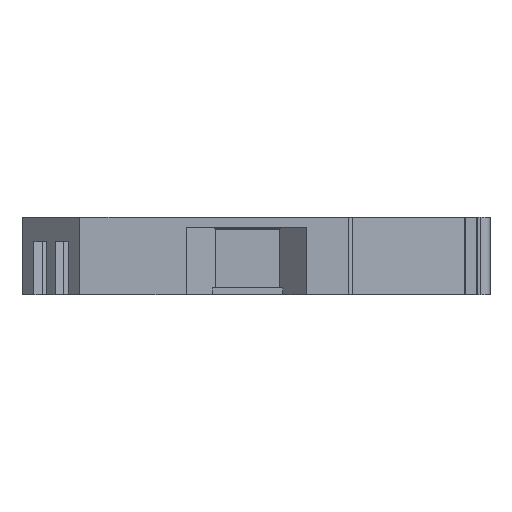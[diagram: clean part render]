
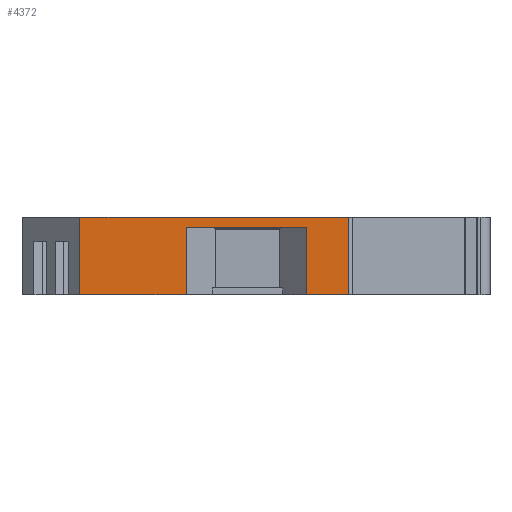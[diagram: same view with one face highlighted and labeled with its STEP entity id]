
A CAD part, left-side view. The second image highlights one B-rep face of the part: STEP entity #4372.
In plain terms, the highlighted planar face has unit normal (-1, 0, 0).
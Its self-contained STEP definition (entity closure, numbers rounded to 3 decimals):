
#192=DIRECTION('',(0.,1.,0.));
#193=VECTOR('',#192,11.);
#194=CARTESIAN_POINT('',(-33.,-17.,-8.));
#195=LINE('',#194,#193);
#208=DIRECTION('',(0.,1.,0.));
#209=VECTOR('',#208,4.373);
#210=CARTESIAN_POINT('',(-33.,-33.873,-8.));
#211=LINE('',#210,#209);
#1156=DIRECTION('',(0.,0.,1.));
#1157=VECTOR('',#1156,7.);
#1158=CARTESIAN_POINT('',(-33.,-29.5,-8.));
#1159=LINE('',#1158,#1157);
#1192=DIRECTION('',(0.,0.,1.));
#1193=VECTOR('',#1192,7.);
#1194=CARTESIAN_POINT('',(-33.,-17.,-8.));
#1195=LINE('',#1194,#1193);
#1200=DIRECTION('',(0.,0.,-1.));
#1201=VECTOR('',#1200,8.);
#1202=CARTESIAN_POINT('',(-33.,-6.,0.));
#1203=LINE('',#1202,#1201);
#1447=DIRECTION('',(0.,1.,0.));
#1448=VECTOR('',#1447,27.873);
#1449=CARTESIAN_POINT('',(-33.,-33.873,0.));
#1450=LINE('',#1449,#1448);
#1890=DIRECTION('',(0.,0.,-1.));
#1891=VECTOR('',#1890,8.);
#1892=CARTESIAN_POINT('',(-33.,-33.873,0.));
#1893=LINE('',#1892,#1891);
#2000=DIRECTION('',(0.,1.,0.));
#2001=VECTOR('',#2000,12.5);
#2002=CARTESIAN_POINT('',(-33.,-29.5,-1.));
#2003=LINE('',#2002,#2001);
#2412=CARTESIAN_POINT('',(-33.,-17.,-8.));
#2413=CARTESIAN_POINT('',(-33.,-6.,-8.));
#2414=VERTEX_POINT('',#2412);
#2415=VERTEX_POINT('',#2413);
#2506=CARTESIAN_POINT('',(-33.,-33.873,0.));
#2508=VERTEX_POINT('',#2506);
#2784=CARTESIAN_POINT('',(-33.,-33.873,-8.));
#2785=VERTEX_POINT('',#2784);
#2786=CARTESIAN_POINT('',(-33.,-29.5,-8.));
#2787=VERTEX_POINT('',#2786);
#2830=CARTESIAN_POINT('',(-33.,-17.,-1.));
#2832=VERTEX_POINT('',#2830);
#2836=CARTESIAN_POINT('',(-33.,-29.5,-1.));
#2837=VERTEX_POINT('',#2836);
#3146=CARTESIAN_POINT('',(-33.,-6.,0.));
#3148=VERTEX_POINT('',#3146);
#4353=CARTESIAN_POINT('',(-33.,-6.,-8.));
#4354=DIRECTION('',(-1.,0.,0.));
#4355=DIRECTION('',(0.,0.,1.));
#4356=AXIS2_PLACEMENT_3D('',#4353,#4354,#4355);
#4357=PLANE('',#4356);
#4359=ORIENTED_EDGE('',*,*,#4358,.F.);
#4361=ORIENTED_EDGE('',*,*,#4360,.F.);
#4363=ORIENTED_EDGE('',*,*,#4362,.T.);
#4364=ORIENTED_EDGE('',*,*,#3314,.T.);
#4365=ORIENTED_EDGE('',*,*,#4300,.T.);
#4367=ORIENTED_EDGE('',*,*,#4366,.T.);
#4368=ORIENTED_EDGE('',*,*,#4333,.F.);
#4369=ORIENTED_EDGE('',*,*,#3306,.T.);
#4370=EDGE_LOOP('',(#4359,#4361,#4363,#4364,#4365,#4367,#4368,#4369));
#4371=FACE_OUTER_BOUND('',#4370,.F.);
#3306=EDGE_CURVE('',#2414,#2415,#195,.T.);
#3314=EDGE_CURVE('',#2785,#2787,#211,.T.);
#4300=EDGE_CURVE('',#2787,#2837,#1159,.T.);
#4333=EDGE_CURVE('',#2414,#2832,#1195,.T.);
#4358=EDGE_CURVE('',#3148,#2415,#1203,.T.);
#4360=EDGE_CURVE('',#2508,#3148,#1450,.T.);
#4362=EDGE_CURVE('',#2508,#2785,#1893,.T.);
#4366=EDGE_CURVE('',#2837,#2832,#2003,.T.);
#4372=ADVANCED_FACE('',(#4371),#4357,.T.);
